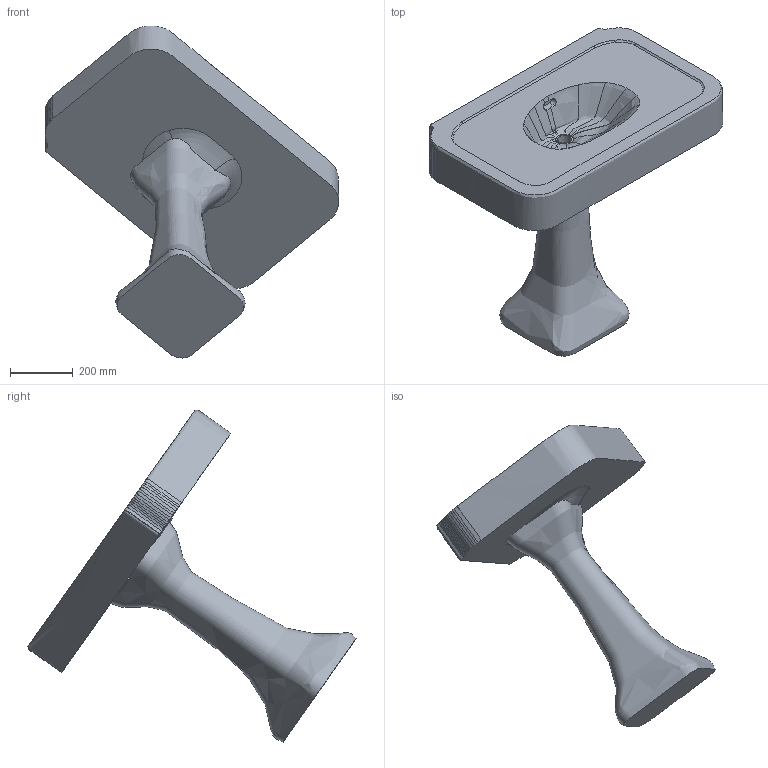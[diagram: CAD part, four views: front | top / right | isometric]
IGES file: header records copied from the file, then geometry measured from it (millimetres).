
Global section: file name: 80047; native system: AutoCAD 2016 - English; preprocessor: Autodesk Translation Framework DWG producer (atf_dwg_producer); organization: unknown; date: 20170210.102345; units: millimetre
Bounding box: 935.99 x 1047.34 x 1059.28 mm (x, y, z)
Volume: 83044150.6 mm3; surface area: 2240303.7 mm2
Topology: 4 solids, 4 shells, 120 faces, 347 edges, 237 vertices
Faces by surface type: bspline 120
